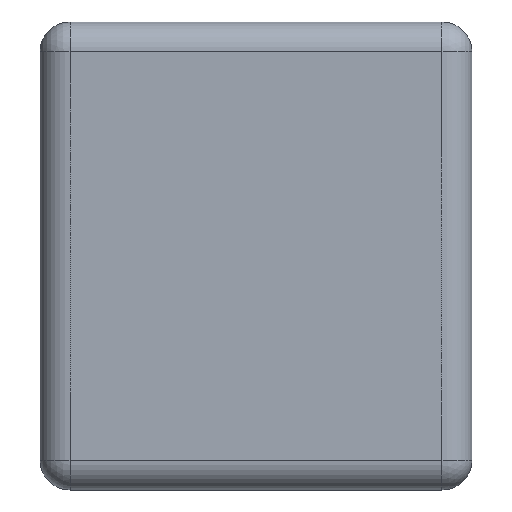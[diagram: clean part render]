
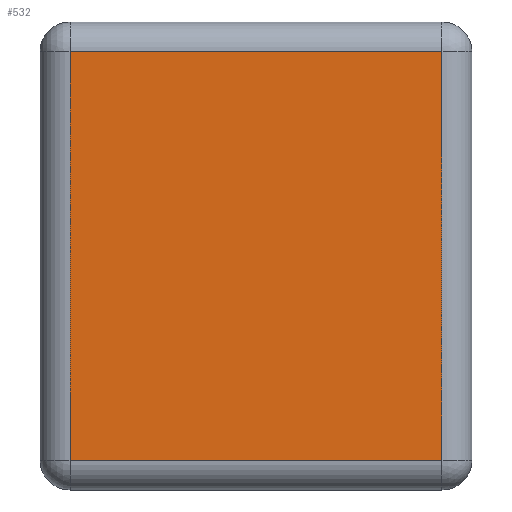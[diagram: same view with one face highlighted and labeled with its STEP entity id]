
A CAD part, left-side view. The second image highlights one B-rep face of the part: STEP entity #532.
In plain terms, the highlighted planar face has unit normal (-1, 0, 0).
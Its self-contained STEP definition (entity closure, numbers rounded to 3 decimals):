
#532=ADVANCED_FACE('NONE',(#1061),#1062,.F.);
#1061=FACE_OUTER_BOUND('',#1624,.T.);
#1062=PLANE('',#1625);
#1624=EDGE_LOOP('',(#2916,#2917,#2918,#2919));
#1625=AXIS2_PLACEMENT_3D('',#2920,#2921,#2922);
#2916=ORIENTED_EDGE('',*,*,#3715,.T.);
#2917=ORIENTED_EDGE('',*,*,#3716,.T.);
#2918=ORIENTED_EDGE('',*,*,#3717,.T.);
#2919=ORIENTED_EDGE('',*,*,#3718,.T.);
#2920=CARTESIAN_POINT('',(-99.408,10.644,42.331));
#2921=DIRECTION('',(1.0,0.,0.));
#2922=DIRECTION('',(0.,0.,-1.0));
#3715=EDGE_CURVE('NONE',#4501,#4502,#4503,.T.);
#3716=EDGE_CURVE('NONE',#4502,#4504,#4505,.T.);
#3717=EDGE_CURVE('NONE',#4504,#4506,#4507,.T.);
#3718=EDGE_CURVE('NONE',#4506,#4501,#4508,.T.);
#4501=VERTEX_POINT('NONE',#5602);
#4502=VERTEX_POINT('NONE',#5603);
#4503=LINE('',#5604,#5605);
#4504=VERTEX_POINT('NONE',#5606);
#4505=LINE('',#5607,#5608);
#4506=VERTEX_POINT('NONE',#5609);
#4507=LINE('',#5610,#5611);
#4508=LINE('',#5612,#5613);
#5602=CARTESIAN_POINT('',(-99.408,10.769,42.456));
#5603=CARTESIAN_POINT('',(-99.408,10.769,44.156));
#5604=CARTESIAN_POINT('',(-99.408,10.769,42.331));
#5605=VECTOR('',#6280,1000.0);
#5606=CARTESIAN_POINT('',(-99.408,12.319,44.156));
#5607=CARTESIAN_POINT('',(-99.408,10.644,44.156));
#5608=VECTOR('',#6281,1000.0);
#5609=CARTESIAN_POINT('',(-99.408,12.319,42.456));
#5610=CARTESIAN_POINT('',(-99.408,12.319,42.331));
#5611=VECTOR('',#6282,1000.0);
#5612=CARTESIAN_POINT('',(-99.408,10.644,42.456));
#5613=VECTOR('',#6283,1000.0);
#6280=DIRECTION('',(0.,0.,1.0));
#6281=DIRECTION('',(0.,1.0,0.));
#6282=DIRECTION('',(0.,0.,-1.0));
#6283=DIRECTION('',(0.,-1.0,0.));
